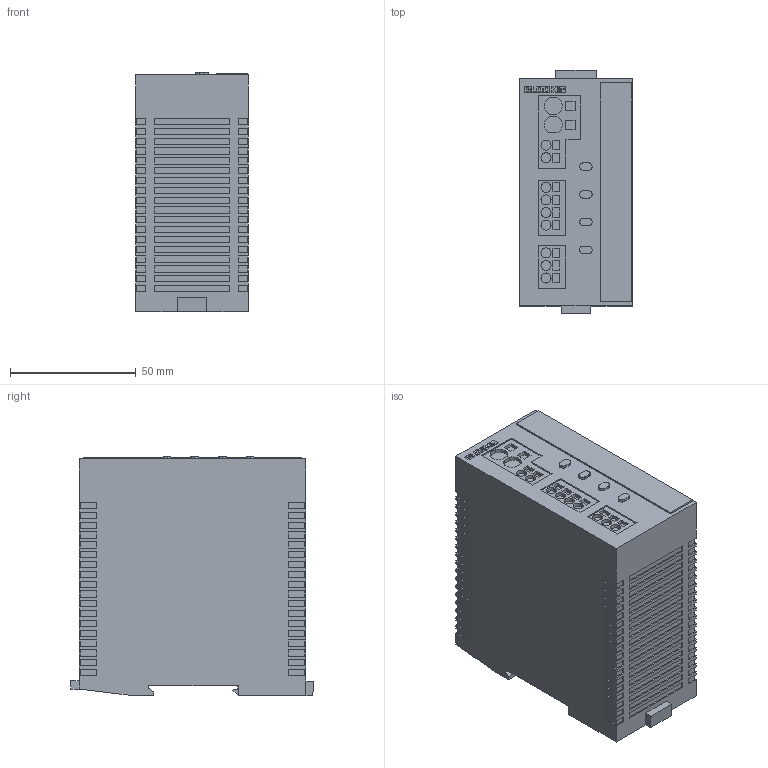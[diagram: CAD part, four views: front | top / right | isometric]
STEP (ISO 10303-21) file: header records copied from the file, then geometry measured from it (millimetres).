
FILE_DESCRIPTION (( 'STEP AP214' ), '1' );
FILE_NAME ('316323.STEP', '2020-11-16T13:31:25', ( '' ), ( '' ), 'SwSTEP 2.0', 'SolidWorks 2018', '' );
FILE_SCHEMA (( 'AUTOMOTIVE_DESIGN' ));
Length unit declared in the file: millimetre
Products named in the file (1): 316323
Bounding box: 44.8 x 96.5 x 95 mm (x, y, z)
Volume: 369465.8 mm3; surface area: 36322.8 mm2
Topology: 1 solids, 1 shells, 977 faces, 2689 edges, 1792 vertices
Faces by surface type: plane 939, cylinder 38
Entity records: 30497 total; most frequent: CARTESIAN_POINT 5459, ORIENTED_EDGE 5378, DIRECTION 4721, EDGE_CURVE 2689, VECTOR 2613, LINE 2613, VERTEX_POINT 1792, EDGE_LOOP 1055
